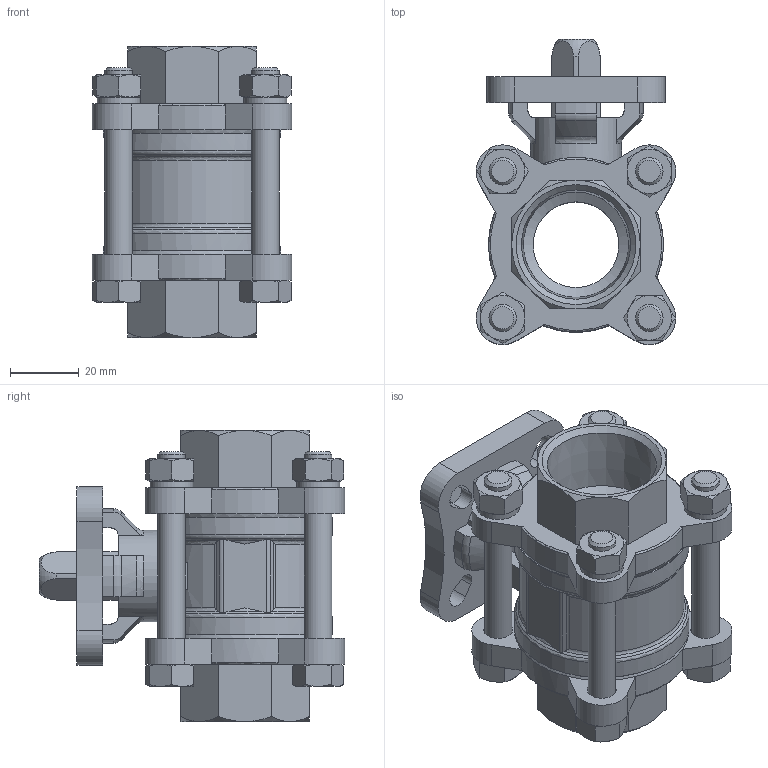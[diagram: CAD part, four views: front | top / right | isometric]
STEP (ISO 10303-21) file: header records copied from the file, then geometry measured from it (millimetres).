
FILE_DESCRIPTION(/* description */ ('STEP AP214'),/* implementation_level */ '2;1');
FILE_NAME(/* name */ '4809119_VZBE-1-T-63-T-2-F0405-V15V15',/* time_stamp */ '2024-09-11T09:41:47+02:00',/* author */ ('License CC BY-ND 4.0'),/* organization */ ('CADENAS'),/* preprocessor_version */ 'ST-DEVELOPER v19.3',/* originating_system */ 'PARTsolutions',/* authorisation */ ' ');
FILE_SCHEMA (('AUTOMOTIVE_DESIGN {1 0 10303 214 3 1 1}'));
Length unit declared in the file: millimetre
Products named in the file (1): 4809119 VZBE-1-T-63-T-2-F0405-V15V15
Bounding box: 58.28 x 89.14 x 85 mm (x, y, z)
Volume: 135515.2 mm3; surface area: 44876.2 mm2
Topology: 1 solids, 1 shells, 429 faces, 1083 edges, 678 vertices
Faces by surface type: plane 177, cone 131, cylinder 91, torus 30
Full cylindrical faces by diameter (mm): 8 x8, 8.5 x8, 12.5 x4, 25 x1, 26.6 x1, 30.5 x1, 51 x2
Entity records: 12937 total; most frequent: CARTESIAN_POINT 3203, ORIENTED_EDGE 2062, DIRECTION 1899, EDGE_CURVE 1031, AXIS2_PLACEMENT_3D 780, VERTEX_POINT 666, EDGE_LOOP 517, FACE_BOUND 517
